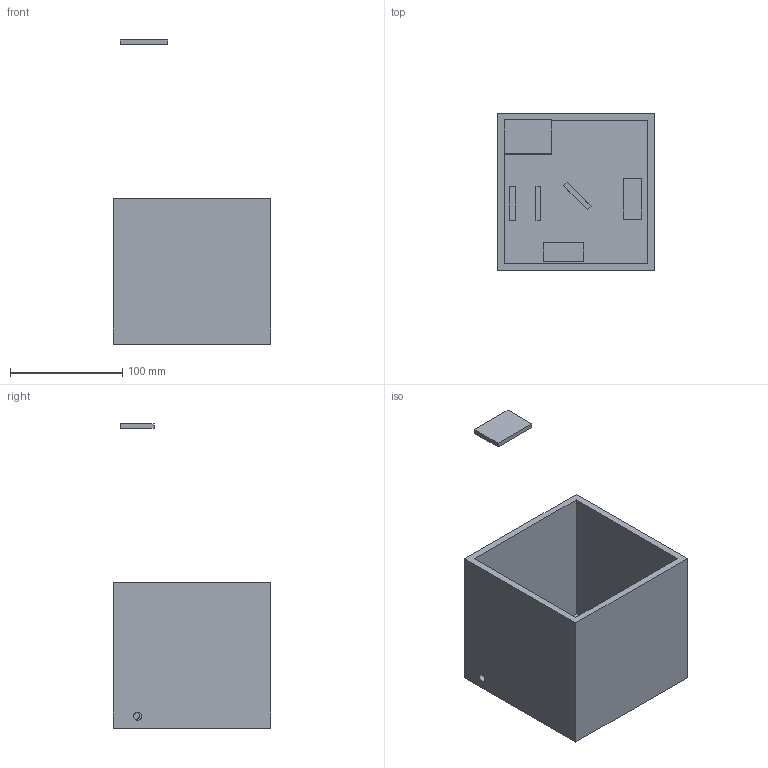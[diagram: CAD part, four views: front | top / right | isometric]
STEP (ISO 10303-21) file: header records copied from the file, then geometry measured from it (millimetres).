
FILE_DESCRIPTION(/* description */ (''),/* implementation_level */ '2;1');
FILE_NAME(/* name */ 'greenlight (v2~recovered).step',/* time_stamp */ '2025-08-05T22:04:05-04:00',/* author */ (''),/* organization */ (''),/* preprocessor_version */ 'ST-DEVELOPER v20.1',/* originating_system */ 'Autodesk Translation Framework v14.10.0.0',/* authorisation */ '');
FILE_SCHEMA (('AUTOMOTIVE_DESIGN { 1 0 10303 214 3 1 1 }'));
Length unit declared in the file: millimetre
Products named in the file (1): greenlight (v2~recovered)
Bounding box: 140.21 x 140 x 271 mm (x, y, z)
Volume: 535386.7 mm3; surface area: 197703.7 mm2
Topology: 6 solids, 6 shells, 67 faces, 153 edges, 102 vertices
Faces by surface type: plane 60, cylinder 6, cone 1
Full cylindrical faces by diameter (mm): 4 x1, 7 x3, 15 x1, 27 x1
Entity records: 1911 total; most frequent: CARTESIAN_POINT 322, ORIENTED_EDGE 304, DIRECTION 301, EDGE_CURVE 152, LINE 139, VECTOR 139, VERTEX_POINT 102, EDGE_LOOP 86
